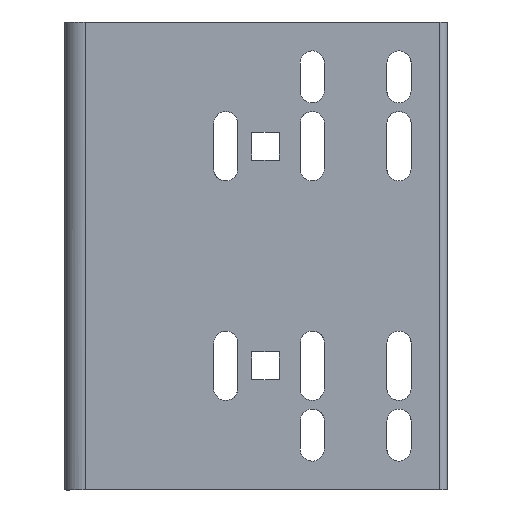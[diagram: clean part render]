
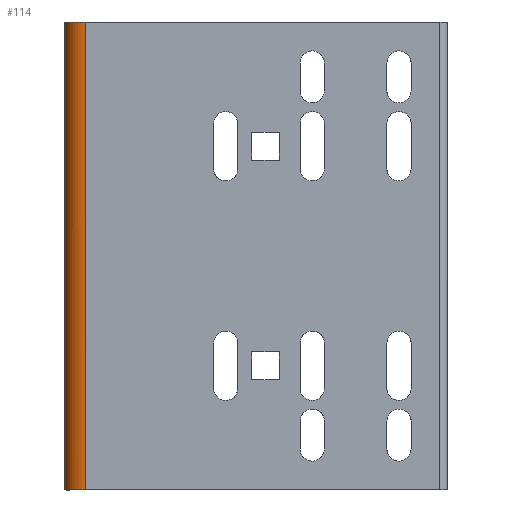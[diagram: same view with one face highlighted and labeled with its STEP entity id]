
A CAD part, left-side view. The second image highlights one B-rep face of the part: STEP entity #114.
In plain terms, the highlighted free-form (B-spline) face has degree [2, 1] with [9, 2] control points.
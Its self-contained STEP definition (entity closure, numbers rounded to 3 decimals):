
#114=ADVANCED_FACE('',(#320),#3611,.T.);
#320=FACE_OUTER_BOUND('',#592,.T.);
#592=EDGE_LOOP('',(#1203,#1204,#1205,#1206));
#1203=ORIENTED_EDGE('',*,*,#2224,.F.);
#1204=ORIENTED_EDGE('',*,*,#2227,.F.);
#1205=ORIENTED_EDGE('',*,*,#2228,.T.);
#1206=ORIENTED_EDGE('',*,*,#2229,.F.);
#2224=EDGE_CURVE('',#3489,#3352,#3094,.T.);
#2227=EDGE_CURVE('',#3488,#3489,#2661,.T.);
#2228=EDGE_CURVE('',#3488,#3353,#2662,.T.);
#2229=EDGE_CURVE('',#3352,#3353,#2663,.T.);
#2661=(
BOUNDED_CURVE()
B_SPLINE_CURVE(2,(#6749,#6750,#6751,#6752,#6753),.UNSPECIFIED.,.F.,.F.)
B_SPLINE_CURVE_WITH_KNOTS((3,2,3),(0.,9.425,18.85),
 .UNSPECIFIED.)
CURVE()
GEOMETRIC_REPRESENTATION_ITEM()
RATIONAL_B_SPLINE_CURVE((1.,0.707,1.,0.707,1.))
REPRESENTATION_ITEM('')
);
#2662=(
BOUNDED_CURVE()
B_SPLINE_CURVE(1,(#6754,#6755),.UNSPECIFIED.,.F.,.F.)
B_SPLINE_CURVE_WITH_KNOTS((2,2),(0.,135.),.UNSPECIFIED.)
CURVE()
GEOMETRIC_REPRESENTATION_ITEM()
RATIONAL_B_SPLINE_CURVE((1.,1.))
REPRESENTATION_ITEM('')
);
#2663=(
BOUNDED_CURVE()
B_SPLINE_CURVE(2,(#6756,#6757,#6758,#6759,#6760),.UNSPECIFIED.,.F.,.F.)
B_SPLINE_CURVE_WITH_KNOTS((3,2,3),(0.,9.425,18.85),
 .UNSPECIFIED.)
CURVE()
GEOMETRIC_REPRESENTATION_ITEM()
RATIONAL_B_SPLINE_CURVE((1.,0.707,1.,0.707,1.))
REPRESENTATION_ITEM('')
);
#3094=B_SPLINE_CURVE_WITH_KNOTS('',1,(#6743,#6744),.UNSPECIFIED.,.F.,.F.,
(2,2),(-135.,0.),.UNSPECIFIED.);
#3352=VERTEX_POINT('',#5924);
#3353=VERTEX_POINT('',#5925);
#3488=VERTEX_POINT('',#6060);
#3489=VERTEX_POINT('',#6061);
#3611=(
BOUNDED_SURFACE()
B_SPLINE_SURFACE(2,1,((#4168,#4169),(#4170,#4171),(#4172,#4173),(#4174,
#4175),(#4176,#4177),(#4178,#4179),(#4180,#4181),(#4182,#4183),(#4184,#4185)),
 .UNSPECIFIED.,.T.,.F.,.F.)
B_SPLINE_SURFACE_WITH_KNOTS((3,2,2,2,3),(2,2),(0.,1.571,3.142,
4.712,6.283),(0.,162.6),.UNSPECIFIED.)
GEOMETRIC_REPRESENTATION_ITEM()
RATIONAL_B_SPLINE_SURFACE(((1.,1.),(0.707,0.707),
(1.,1.),(0.707,0.707),(1.,1.),(0.707,
0.707),(1.,1.),(0.707,0.707),(1.,1.)))
REPRESENTATION_ITEM('')
SURFACE()
);
#4168=CARTESIAN_POINT('',(-144.,98.5,-81.3));
#4169=CARTESIAN_POINT('',(-144.,98.5,81.3));
#4170=CARTESIAN_POINT('',(-138.,98.5,-81.3));
#4171=CARTESIAN_POINT('',(-138.,98.5,81.3));
#4172=CARTESIAN_POINT('',(-138.,104.5,-81.3));
#4173=CARTESIAN_POINT('',(-138.,104.5,81.3));
#4174=CARTESIAN_POINT('',(-138.,110.5,-81.3));
#4175=CARTESIAN_POINT('',(-138.,110.5,81.3));
#4176=CARTESIAN_POINT('',(-144.,110.5,-81.3));
#4177=CARTESIAN_POINT('',(-144.,110.5,81.3));
#4178=CARTESIAN_POINT('',(-150.,110.5,-81.3));
#4179=CARTESIAN_POINT('',(-150.,110.5,81.3));
#4180=CARTESIAN_POINT('',(-150.,104.5,-81.3));
#4181=CARTESIAN_POINT('',(-150.,104.5,81.3));
#4182=CARTESIAN_POINT('',(-150.,98.5,-81.3));
#4183=CARTESIAN_POINT('',(-150.,98.5,81.3));
#4184=CARTESIAN_POINT('',(-144.,98.5,-81.3));
#4185=CARTESIAN_POINT('',(-144.,98.5,81.3));
#5924=CARTESIAN_POINT('',(-138.,104.5,67.5));
#5925=CARTESIAN_POINT('',(-150.,104.5,67.5));
#6060=CARTESIAN_POINT('',(-150.,104.5,-67.5));
#6061=CARTESIAN_POINT('',(-138.,104.5,-67.5));
#6743=CARTESIAN_POINT('',(-138.,104.5,-67.5));
#6744=CARTESIAN_POINT('',(-138.,104.5,67.5));
#6749=CARTESIAN_POINT('',(-150.,104.5,-67.5));
#6750=CARTESIAN_POINT('',(-150.,110.5,-67.5));
#6751=CARTESIAN_POINT('',(-144.,110.5,-67.5));
#6752=CARTESIAN_POINT('',(-138.,110.5,-67.5));
#6753=CARTESIAN_POINT('',(-138.,104.5,-67.5));
#6754=CARTESIAN_POINT('',(-150.,104.5,-67.5));
#6755=CARTESIAN_POINT('',(-150.,104.5,67.5));
#6756=CARTESIAN_POINT('',(-138.,104.5,67.5));
#6757=CARTESIAN_POINT('',(-138.,110.5,67.5));
#6758=CARTESIAN_POINT('',(-144.,110.5,67.5));
#6759=CARTESIAN_POINT('',(-150.,110.5,67.5));
#6760=CARTESIAN_POINT('',(-150.,104.5,67.5));
